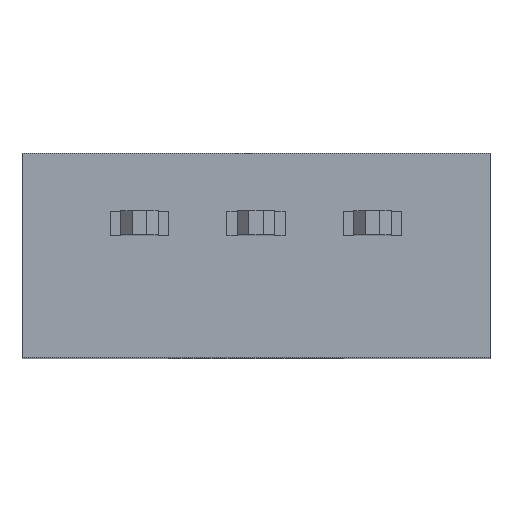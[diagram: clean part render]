
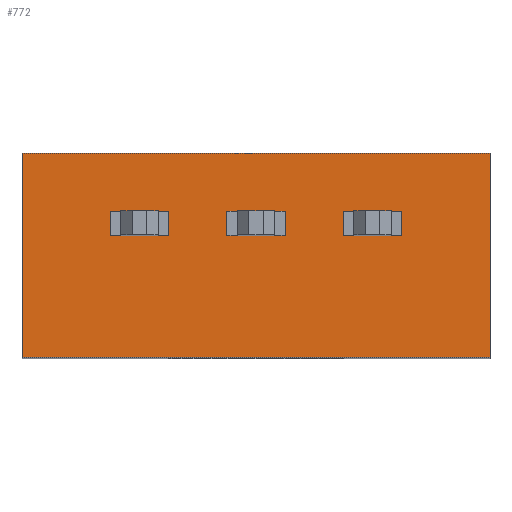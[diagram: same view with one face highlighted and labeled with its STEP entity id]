
A CAD part, top view. The second image highlights one B-rep face of the part: STEP entity #772.
In plain terms, the highlighted planar face has unit normal (0, 0, 1).
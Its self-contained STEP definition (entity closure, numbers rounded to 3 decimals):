
#5=DIRECTION('',(1.,0.,0.));
#6=VECTOR('',#5,10.2);
#7=CARTESIAN_POINT('',(-5.1,0.,4.318));
#8=LINE('',#7,#6);
#23=DIRECTION('',(0.,1.,0.));
#24=VECTOR('',#23,4.45);
#25=CARTESIAN_POINT('',(5.1,0.,4.318));
#26=LINE('',#25,#24);
#85=DIRECTION('',(1.,0.,0.));
#86=VECTOR('',#85,10.2);
#87=CARTESIAN_POINT('',(-5.1,4.45,4.318));
#88=LINE('',#87,#86);
#89=DIRECTION('',(0.,1.,0.));
#90=VECTOR('',#89,4.45);
#91=CARTESIAN_POINT('',(-5.1,0.,4.318));
#92=LINE('',#91,#90);
#93=DIRECTION('',(1.,0.,0.));
#94=VECTOR('',#93,1.27);
#95=CARTESIAN_POINT('',(1.905,2.65,4.318));
#96=LINE('',#95,#94);
#97=DIRECTION('',(0.,-1.,0.));
#98=VECTOR('',#97,0.525);
#99=CARTESIAN_POINT('',(3.175,3.175,4.318));
#100=LINE('',#99,#98);
#101=DIRECTION('',(1.,0.,0.));
#102=VECTOR('',#101,1.27);
#103=CARTESIAN_POINT('',(1.905,3.175,4.318));
#104=LINE('',#103,#102);
#105=DIRECTION('',(0.,-1.,0.));
#106=VECTOR('',#105,0.525);
#107=CARTESIAN_POINT('',(1.905,3.175,4.318));
#108=LINE('',#107,#106);
#109=DIRECTION('',(1.,0.,0.));
#110=VECTOR('',#109,1.27);
#111=CARTESIAN_POINT('',(-0.635,2.65,4.318));
#112=LINE('',#111,#110);
#113=DIRECTION('',(0.,-1.,0.));
#114=VECTOR('',#113,0.525);
#115=CARTESIAN_POINT('',(0.635,3.175,4.318));
#116=LINE('',#115,#114);
#117=DIRECTION('',(1.,0.,0.));
#118=VECTOR('',#117,1.27);
#119=CARTESIAN_POINT('',(-0.635,3.175,4.318));
#120=LINE('',#119,#118);
#121=DIRECTION('',(0.,-1.,0.));
#122=VECTOR('',#121,0.525);
#123=CARTESIAN_POINT('',(-0.635,3.175,4.318));
#124=LINE('',#123,#122);
#125=DIRECTION('',(0.,-1.,0.));
#126=VECTOR('',#125,0.525);
#127=CARTESIAN_POINT('',(-1.905,3.175,4.318));
#128=LINE('',#127,#126);
#129=DIRECTION('',(-1.,0.,0.));
#130=VECTOR('',#129,1.27);
#131=CARTESIAN_POINT('',(-1.905,3.175,4.318));
#132=LINE('',#131,#130);
#133=DIRECTION('',(0.,-1.,0.));
#134=VECTOR('',#133,0.525);
#135=CARTESIAN_POINT('',(-3.175,3.175,4.318));
#136=LINE('',#135,#134);
#137=DIRECTION('',(-1.,0.,0.));
#138=VECTOR('',#137,1.27);
#139=CARTESIAN_POINT('',(-1.905,2.65,4.318));
#140=LINE('',#139,#138);
#461=CARTESIAN_POINT('',(-5.1,0.,4.318));
#462=CARTESIAN_POINT('',(5.1,0.,4.318));
#463=VERTEX_POINT('',#461);
#464=VERTEX_POINT('',#462);
#466=CARTESIAN_POINT('',(-5.1,4.45,4.318));
#468=VERTEX_POINT('',#466);
#469=CARTESIAN_POINT('',(5.1,4.45,4.318));
#470=VERTEX_POINT('',#469);
#525=CARTESIAN_POINT('',(1.905,2.65,4.318));
#526=CARTESIAN_POINT('',(3.175,2.65,4.318));
#527=VERTEX_POINT('',#525);
#528=VERTEX_POINT('',#526);
#529=CARTESIAN_POINT('',(-0.635,2.65,4.318));
#530=CARTESIAN_POINT('',(0.635,2.65,4.318));
#531=VERTEX_POINT('',#529);
#532=VERTEX_POINT('',#530);
#533=CARTESIAN_POINT('',(1.905,3.175,4.318));
#534=CARTESIAN_POINT('',(3.175,3.175,4.318));
#535=VERTEX_POINT('',#533);
#536=VERTEX_POINT('',#534);
#537=CARTESIAN_POINT('',(-0.635,3.175,4.318));
#538=CARTESIAN_POINT('',(0.635,3.175,4.318));
#539=VERTEX_POINT('',#537);
#540=VERTEX_POINT('',#538);
#541=CARTESIAN_POINT('',(-1.905,3.175,4.318));
#542=CARTESIAN_POINT('',(-1.905,2.65,4.318));
#543=VERTEX_POINT('',#541);
#544=VERTEX_POINT('',#542);
#545=CARTESIAN_POINT('',(-3.175,3.175,4.318));
#546=CARTESIAN_POINT('',(-3.175,2.65,4.318));
#547=VERTEX_POINT('',#545);
#548=VERTEX_POINT('',#546);
#731=CARTESIAN_POINT('',(-5.1,0.,4.318));
#732=DIRECTION('',(0.,0.,1.));
#733=DIRECTION('',(1.,0.,0.));
#734=AXIS2_PLACEMENT_3D('',#731,#732,#733);
#735=PLANE('',#734);
#736=ORIENTED_EDGE('',*,*,#624,.F.);
#737=ORIENTED_EDGE('',*,*,#701,.T.);
#738=ORIENTED_EDGE('',*,*,#726,.T.);
#739=ORIENTED_EDGE('',*,*,#647,.F.);
#740=EDGE_LOOP('',(#736,#737,#738,#739));
#741=FACE_OUTER_BOUND('',#740,.F.);
#743=ORIENTED_EDGE('',*,*,#742,.T.);
#745=ORIENTED_EDGE('',*,*,#744,.F.);
#747=ORIENTED_EDGE('',*,*,#746,.F.);
#749=ORIENTED_EDGE('',*,*,#748,.T.);
#750=EDGE_LOOP('',(#743,#745,#747,#749));
#751=FACE_BOUND('',#750,.F.);
#753=ORIENTED_EDGE('',*,*,#752,.T.);
#755=ORIENTED_EDGE('',*,*,#754,.F.);
#757=ORIENTED_EDGE('',*,*,#756,.F.);
#759=ORIENTED_EDGE('',*,*,#758,.T.);
#760=EDGE_LOOP('',(#753,#755,#757,#759));
#761=FACE_BOUND('',#760,.F.);
#763=ORIENTED_EDGE('',*,*,#762,.F.);
#765=ORIENTED_EDGE('',*,*,#764,.T.);
#767=ORIENTED_EDGE('',*,*,#766,.T.);
#769=ORIENTED_EDGE('',*,*,#768,.F.);
#770=EDGE_LOOP('',(#763,#765,#767,#769));
#771=FACE_BOUND('',#770,.F.);
#624=EDGE_CURVE('',#463,#464,#8,.T.);
#647=EDGE_CURVE('',#464,#470,#26,.T.);
#701=EDGE_CURVE('',#463,#468,#92,.T.);
#726=EDGE_CURVE('',#468,#470,#88,.T.);
#742=EDGE_CURVE('',#527,#528,#96,.T.);
#744=EDGE_CURVE('',#536,#528,#100,.T.);
#746=EDGE_CURVE('',#535,#536,#104,.T.);
#748=EDGE_CURVE('',#535,#527,#108,.T.);
#752=EDGE_CURVE('',#531,#532,#112,.T.);
#754=EDGE_CURVE('',#540,#532,#116,.T.);
#756=EDGE_CURVE('',#539,#540,#120,.T.);
#758=EDGE_CURVE('',#539,#531,#124,.T.);
#762=EDGE_CURVE('',#543,#544,#128,.T.);
#764=EDGE_CURVE('',#543,#547,#132,.T.);
#766=EDGE_CURVE('',#547,#548,#136,.T.);
#768=EDGE_CURVE('',#544,#548,#140,.T.);
#772=ADVANCED_FACE('',(#741,#751,#761,#771),#735,.T.);
